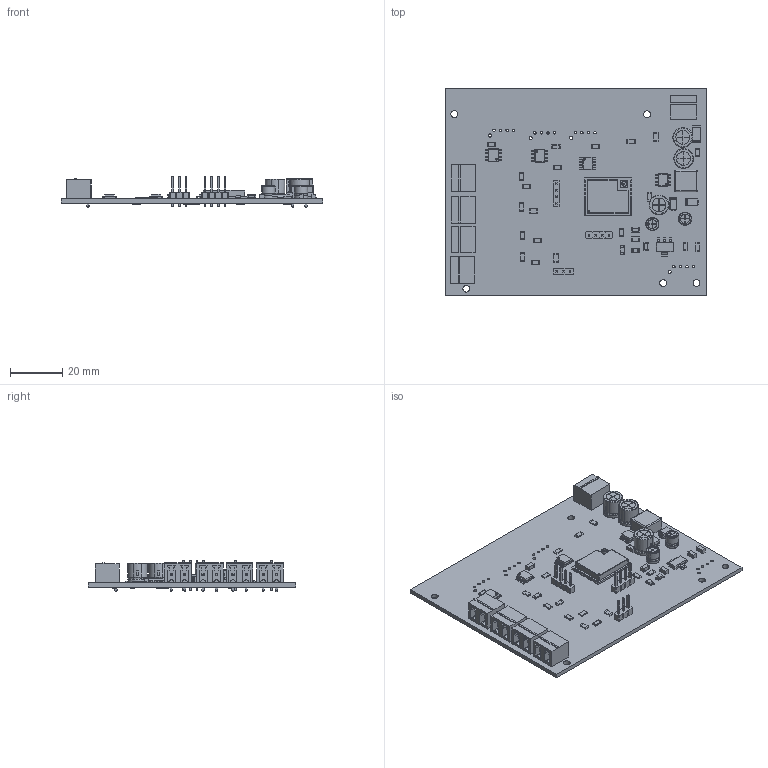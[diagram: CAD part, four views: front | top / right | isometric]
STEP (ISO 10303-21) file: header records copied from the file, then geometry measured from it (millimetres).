
FILE_DESCRIPTION(('KiCad electronic assembly'),'2;1');
FILE_NAME('led_controller.step','2024-12-15T15:11:14',('Pcbnew'),( 'Kicad'),'Open CASCADE STEP processor 7.8','KiCad to STEP converter' ,'Unknown');
FILE_SCHEMA(('AUTOMOTIVE_DESIGN { 1 0 10303 214 1 1 1 1 }'));
Length unit declared in the file: millimetre
Products named in the file (30): led_controller 1; D_SMA; C_1206_3216Metric; PhoenixContact_MC_1,5_2-G-5.08_1x02_P5.08mm_Horizontal; MC_01x02_G_5_08mm; LED_1206_3216Metric; CP_Radial_D5.0mm_P2.50mm; CP_Radial_D50mm_P250mm; PinHeader_1x04_P2.54mm_Vertical; PinHeader_1x04_P254mm_Vertical; R_1206_3216Metric; CP_Radial_D7.5mm_P2.50mm; CP_Radial_D75mm_P250mm; SOIC-8_3.9x4.9mm_P1.27mm; SOIC_8_39x49mm_P127mm; R_2512_6332Metric; L_Coilcraft_XAL8050-223; CQ assembly; SOT-223; SOT_223; PinHeader_1x03_P2.54mm_Vertical; PinHeader_1x03_P254mm_Vertical; ESP32-C3-WROOM-02U; led_controller_PCB
Assembly tree (69 placements, depth 3):
  led_controller 1
    D_SMA  x2
      D_SMA
    C_1206_3216Metric  x6
      C_1206_3216Metric
    PhoenixContact_MC_1,5_2-G-5.08_1x02_P5.08mm_Horizontal  x5
      MC_01x02_G_5_08mm
    LED_1206_3216Metric  x2
      LED_1206_3216Metric
    CP_Radial_D5.0mm_P2.50mm  x2
      CP_Radial_D50mm_P250mm
    PinHeader_1x04_P2.54mm_Vertical  x2
      PinHeader_1x04_P254mm_Vertical
    R_1206_3216Metric  x23
      R_1206_3216Metric
    CP_Radial_D7.5mm_P2.50mm  x3
      CP_Radial_D75mm_P250mm
    SOIC-8_3.9x4.9mm_P1.27mm  x4
      SOIC_8_39x49mm_P127mm
    R_2512_6332Metric
      R_2512_6332Metric
    L_Coilcraft_XAL8050-223
      CQ assembly
    SOT-223
      SOT_223
    PinHeader_1x03_P2.54mm_Vertical
      PinHeader_1x03_P254mm_Vertical
    ESP32-C3-WROOM-02U
      ESP32-C3-WROOM-02U
    led_controller_PCB
Bounding box: 99.88 x 79.28 x 11.94 mm (x, y, z)
Volume: 17700.2 mm3; surface area: 25131.9 mm2
Topology: 93 solids, 98 shells, 3030 faces, 7616 edges, 4860 vertices
Faces by surface type: plane 2173, cylinder 626, bspline 188, revolution 22, torus 11, sphere 10
Full cylindrical faces by diameter (mm): 0.2 x12, 0.4 x1, 0.5 x11, 0.6 x4, 0.8 x10, 0.95 x16, 1 x11, 1.2 x14, 1.8 x1, 2 x2, 2.6 x5
Entity records: 45307 total; most frequent: CARTESIAN_POINT 7670, ORIENTED_EDGE 5964, DIRECTION 5810, EDGE_CURVE 2982, LINE 2371, VECTOR 2371, VERTEX_POINT 1911, AXIS2_PLACEMENT_3D 1715
